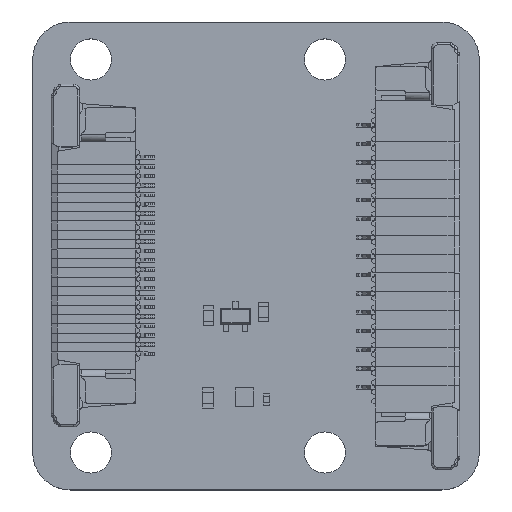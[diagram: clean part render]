
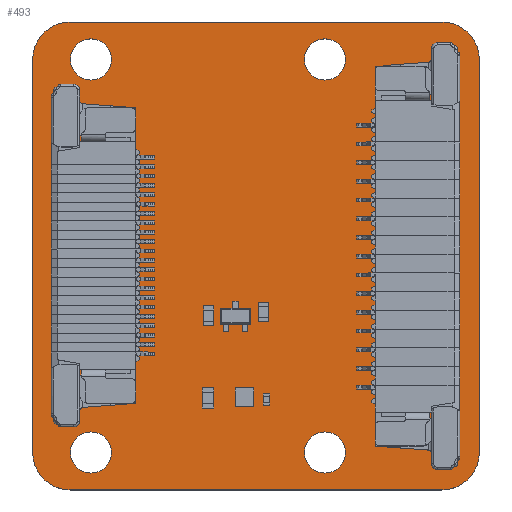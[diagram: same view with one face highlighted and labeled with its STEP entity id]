
A CAD part, top view. The second image highlights one B-rep face of the part: STEP entity #493.
In plain terms, the highlighted planar face has unit normal (0, 0, 1).
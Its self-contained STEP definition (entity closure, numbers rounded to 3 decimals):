
#84 = VERTEX_POINT('',#85);
#85 = CARTESIAN_POINT('',(-0.1,1.9,1.638));
#91 = EDGE_CURVE('',#84,#92,#94,.T.);
#92 = VERTEX_POINT('',#93);
#93 = CARTESIAN_POINT('',(1.9,-0.1,1.638));
#94 = CIRCLE('',#95,2.001);
#95 = AXIS2_PLACEMENT_3D('',#96,#97,#98);
#96 = CARTESIAN_POINT('',(1.901,1.901,1.638));
#97 = DIRECTION('',(0.,0.,1.));
#98 = DIRECTION('',(-1.,0.,0.));
#124 = EDGE_CURVE('',#92,#125,#127,.T.);
#125 = VERTEX_POINT('',#126);
#126 = CARTESIAN_POINT('',(21.762,-0.1,1.638));
#127 = LINE('',#128,#129);
#128 = CARTESIAN_POINT('',(1.9,-0.1,1.638));
#129 = VECTOR('',#130,1.);
#130 = DIRECTION('',(1.,0.,0.));
#155 = EDGE_CURVE('',#125,#156,#158,.T.);
#156 = VERTEX_POINT('',#157);
#157 = CARTESIAN_POINT('',(23.762,1.9,1.638));
#158 = CIRCLE('',#159,2.001);
#159 = AXIS2_PLACEMENT_3D('',#160,#161,#162);
#160 = CARTESIAN_POINT('',(21.761,1.901,1.638));
#161 = DIRECTION('',(0.,0.,1.));
#162 = DIRECTION('',(0.,-1.,0.));
#188 = EDGE_CURVE('',#156,#189,#191,.T.);
#189 = VERTEX_POINT('',#190);
#190 = CARTESIAN_POINT('',(23.762,22.9,1.638));
#191 = LINE('',#192,#193);
#192 = CARTESIAN_POINT('',(23.762,1.9,1.638));
#193 = VECTOR('',#194,1.);
#194 = DIRECTION('',(0.,1.,0.));
#219 = EDGE_CURVE('',#189,#220,#222,.T.);
#220 = VERTEX_POINT('',#221);
#221 = CARTESIAN_POINT('',(21.762,24.9,1.638));
#222 = CIRCLE('',#223,2.001);
#223 = AXIS2_PLACEMENT_3D('',#224,#225,#226);
#224 = CARTESIAN_POINT('',(21.761,22.899,1.638));
#225 = DIRECTION('',(0.,0.,1.));
#226 = DIRECTION('',(1.,0.,-0.));
#252 = EDGE_CURVE('',#220,#253,#255,.T.);
#253 = VERTEX_POINT('',#254);
#254 = CARTESIAN_POINT('',(1.9,24.9,1.638));
#255 = LINE('',#256,#257);
#256 = CARTESIAN_POINT('',(21.762,24.9,1.638));
#257 = VECTOR('',#258,1.);
#258 = DIRECTION('',(-1.,0.,0.));
#283 = EDGE_CURVE('',#253,#284,#286,.T.);
#284 = VERTEX_POINT('',#285);
#285 = CARTESIAN_POINT('',(-0.1,22.9,1.638));
#286 = CIRCLE('',#287,2.001);
#287 = AXIS2_PLACEMENT_3D('',#288,#289,#290);
#288 = CARTESIAN_POINT('',(1.901,22.899,1.638));
#289 = DIRECTION('',(0.,0.,1.));
#290 = DIRECTION('',(0.,1.,0.));
#316 = EDGE_CURVE('',#284,#84,#317,.T.);
#317 = LINE('',#318,#319);
#318 = CARTESIAN_POINT('',(-0.1,22.9,1.638));
#319 = VECTOR('',#320,1.);
#320 = DIRECTION('',(0.,-1.,0.));
#340 = VERTEX_POINT('',#341);
#341 = CARTESIAN_POINT('',(4.111,1.9,1.638));
#347 = EDGE_CURVE('',#340,#340,#348,.T.);
#348 = CIRCLE('',#349,1.1);
#349 = AXIS2_PLACEMENT_3D('',#350,#351,#352);
#350 = CARTESIAN_POINT('',(3.011,1.9,1.638));
#351 = DIRECTION('',(0.,0.,1.));
#352 = DIRECTION('',(1.,0.,-0.));
#373 = VERTEX_POINT('',#374);
#374 = CARTESIAN_POINT('',(4.111,22.9,1.638));
#380 = EDGE_CURVE('',#373,#373,#381,.T.);
#381 = CIRCLE('',#382,1.1);
#382 = AXIS2_PLACEMENT_3D('',#383,#384,#385);
#383 = CARTESIAN_POINT('',(3.011,22.9,1.638));
#384 = DIRECTION('',(0.,0.,1.));
#385 = DIRECTION('',(1.,0.,-0.));
#406 = VERTEX_POINT('',#407);
#407 = CARTESIAN_POINT('',(16.611,1.9,1.638));
#413 = EDGE_CURVE('',#406,#406,#414,.T.);
#414 = CIRCLE('',#415,1.1);
#415 = AXIS2_PLACEMENT_3D('',#416,#417,#418);
#416 = CARTESIAN_POINT('',(15.511,1.9,1.638));
#417 = DIRECTION('',(0.,0.,1.));
#418 = DIRECTION('',(1.,0.,-0.));
#439 = VERTEX_POINT('',#440);
#440 = CARTESIAN_POINT('',(16.611,22.9,1.638));
#446 = EDGE_CURVE('',#439,#439,#447,.T.);
#447 = CIRCLE('',#448,1.1);
#448 = AXIS2_PLACEMENT_3D('',#449,#450,#451);
#449 = CARTESIAN_POINT('',(15.511,22.9,1.638));
#450 = DIRECTION('',(0.,0.,1.));
#451 = DIRECTION('',(1.,0.,-0.));
#493 = ADVANCED_FACE('',(#494,#504,#507,#510,#513),#516,.T.);
#494 = FACE_BOUND('',#495,.T.);
#495 = EDGE_LOOP('',(#496,#497,#498,#499,#500,#501,#502,#503));
#496 = ORIENTED_EDGE('',*,*,#91,.T.);
#497 = ORIENTED_EDGE('',*,*,#124,.T.);
#498 = ORIENTED_EDGE('',*,*,#155,.T.);
#499 = ORIENTED_EDGE('',*,*,#188,.T.);
#500 = ORIENTED_EDGE('',*,*,#219,.T.);
#501 = ORIENTED_EDGE('',*,*,#252,.T.);
#502 = ORIENTED_EDGE('',*,*,#283,.T.);
#503 = ORIENTED_EDGE('',*,*,#316,.T.);
#504 = FACE_BOUND('',#505,.T.);
#505 = EDGE_LOOP('',(#506));
#506 = ORIENTED_EDGE('',*,*,#347,.F.);
#507 = FACE_BOUND('',#508,.T.);
#508 = EDGE_LOOP('',(#509));
#509 = ORIENTED_EDGE('',*,*,#380,.F.);
#510 = FACE_BOUND('',#511,.T.);
#511 = EDGE_LOOP('',(#512));
#512 = ORIENTED_EDGE('',*,*,#413,.F.);
#513 = FACE_BOUND('',#514,.T.);
#514 = EDGE_LOOP('',(#515));
#515 = ORIENTED_EDGE('',*,*,#446,.F.);
#516 = PLANE('',#517);
#517 = AXIS2_PLACEMENT_3D('',#518,#519,#520);
#518 = CARTESIAN_POINT('',(11.831,12.4,1.638));
#519 = DIRECTION('',(0.,0.,1.));
#520 = DIRECTION('',(1.,0.,-0.));
